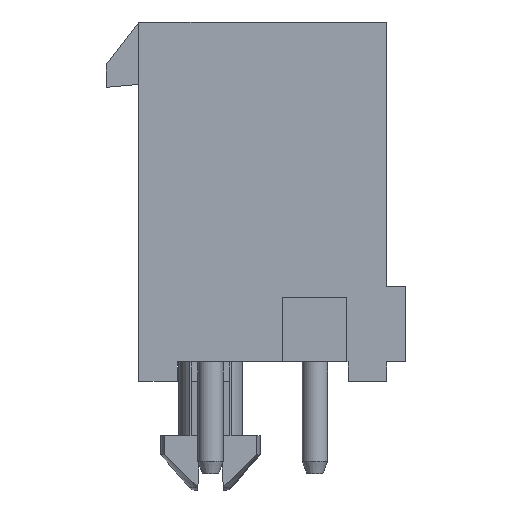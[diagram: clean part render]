
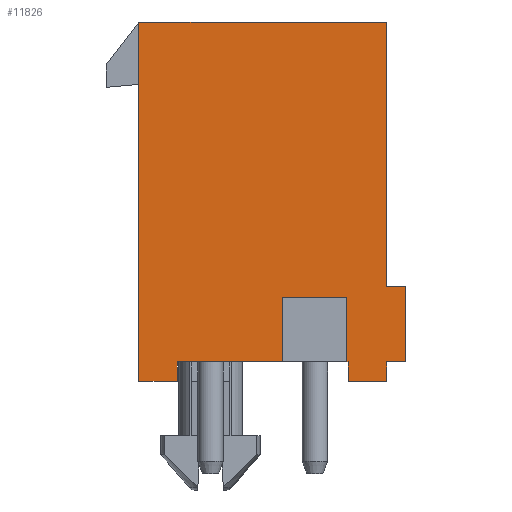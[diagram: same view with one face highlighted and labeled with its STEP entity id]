
A CAD part, left-side view. The second image highlights one B-rep face of the part: STEP entity #11826.
In plain terms, the highlighted planar face has unit normal (-1, 0, 0).
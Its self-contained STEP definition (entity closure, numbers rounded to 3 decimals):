
#209 = VERTEX_POINT ( 'NONE', #19948 ) ;
#733 = DIRECTION ( 'NONE',  ( 0., 0., -1. ) ) ;
#780 = CARTESIAN_POINT ( 'NONE',  ( -4.915, -5.182, 3.006 ) ) ;
#878 = CARTESIAN_POINT ( 'NONE',  ( -4.915, -5.182, -0.762 ) ) ;
#891 = DIRECTION ( 'NONE',  ( 0., 0., 1. ) ) ;
#1156 = VERTEX_POINT ( 'NONE', #16297 ) ;
#1489 = ORIENTED_EDGE ( 'NONE', *, *, #11558, .F. ) ;
#1639 = VERTEX_POINT ( 'NONE', #19267 ) ;
#1699 = LINE ( 'NONE', #14590, #4083 ) ;
#1851 = CARTESIAN_POINT ( 'NONE',  ( -4.915, -5.944, 0. ) ) ;
#2051 = ORIENTED_EDGE ( 'NONE', *, *, #14046, .F. ) ;
#2197 = VERTEX_POINT ( 'NONE', #878 ) ;
#2271 = CARTESIAN_POINT ( 'NONE',  ( -4.915, -1.067, 0. ) ) ;
#2861 = DIRECTION ( 'NONE',  ( 0., -1., 0. ) ) ;
#2947 = CARTESIAN_POINT ( 'NONE',  ( -4.915, -3.658, 0. ) ) ;
#3125 = CARTESIAN_POINT ( 'NONE',  ( -4.915, -5.182, -0.762 ) ) ;
#3180 = DIRECTION ( 'NONE',  ( 0., 1., 0. ) ) ;
#3282 = DIRECTION ( 'NONE',  ( 0., 0., -1. ) ) ;
#3369 = EDGE_CURVE ( 'NONE', #2197, #17592, #19533, .T. ) ;
#3574 = CARTESIAN_POINT ( 'NONE',  ( -4.915, 4.648, -0.762 ) ) ;
#3645 = VECTOR ( 'NONE', #891, 1000. ) ;
#3829 = DIRECTION ( 'NONE',  ( 0., 1., 0. ) ) ;
#3830 = PLANE ( 'NONE',  #9909 ) ;
#3967 = EDGE_CURVE ( 'NONE', #8336, #1156, #19340, .T. ) ;
#4083 = VECTOR ( 'NONE', #6959, 1000. ) ;
#4681 = CARTESIAN_POINT ( 'NONE',  ( -4.915, -5.944, 0. ) ) ;
#4802 = VECTOR ( 'NONE', #3829, 1000. ) ;
#5173 = CARTESIAN_POINT ( 'NONE',  ( -4.915, -5.182, 0. ) ) ;
#5351 = CARTESIAN_POINT ( 'NONE',  ( -4.915, -0.267, 13.487 ) ) ;
#5464 = LINE ( 'NONE', #3574, #10346 ) ;
#5663 = CARTESIAN_POINT ( 'NONE',  ( -4.915, 4.648, 13.487 ) ) ;
#5892 = CARTESIAN_POINT ( 'NONE',  ( -4.915, -5.182, -0.762 ) ) ;
#5918 = VERTEX_POINT ( 'NONE', #17983 ) ;
#6239 = CARTESIAN_POINT ( 'NONE',  ( -4.915, -1.067, 0. ) ) ;
#6336 = EDGE_CURVE ( 'NONE', #209, #12024, #10214, .T. ) ;
#6612 = VECTOR ( 'NONE', #13687, 1000. ) ;
#6628 = EDGE_CURVE ( 'NONE', #21880, #5918, #11837, .T. ) ;
#6715 = CARTESIAN_POINT ( 'NONE',  ( -4.915, 3.124, -0.762 ) ) ;
#6740 = EDGE_LOOP ( 'NONE', ( #19347, #7390, #7208, #19246, #17227, #9918, #13570, #12500, #15367, #23089, #1489, #15349, #16741, #23612, #20936, #2051 ) ) ;
#6854 = VECTOR ( 'NONE', #21364, 1000. ) ;
#6959 = DIRECTION ( 'NONE',  ( 0., 0., -1. ) ) ;
#6979 = LINE ( 'NONE', #1851, #16912 ) ;
#7208 = ORIENTED_EDGE ( 'NONE', *, *, #3369, .F. ) ;
#7223 = CARTESIAN_POINT ( 'NONE',  ( -4.915, -5.182, 0. ) ) ;
#7300 = DIRECTION ( 'NONE',  ( 1., 0., 0. ) ) ;
#7390 = ORIENTED_EDGE ( 'NONE', *, *, #21838, .T. ) ;
#7452 = EDGE_CURVE ( 'NONE', #8245, #21880, #6979, .T. ) ;
#7709 = LINE ( 'NONE', #22113, #23628 ) ;
#7730 = VERTEX_POINT ( 'NONE', #15630 ) ;
#7825 = EDGE_CURVE ( 'NONE', #8260, #23450, #19258, .T. ) ;
#8245 = VERTEX_POINT ( 'NONE', #4681 ) ;
#8260 = VERTEX_POINT ( 'NONE', #5663 ) ;
#8268 = CARTESIAN_POINT ( 'NONE',  ( -4.915, -5.182, 13.487 ) ) ;
#8336 = VERTEX_POINT ( 'NONE', #22663 ) ;
#8953 = CARTESIAN_POINT ( 'NONE',  ( -4.915, -5.944, 3.006 ) ) ;
#9165 = LINE ( 'NONE', #2271, #11473 ) ;
#9397 = DIRECTION ( 'NONE',  ( 0., 1., 0. ) ) ;
#9751 = VECTOR ( 'NONE', #3180, 1000. ) ;
#9825 = DIRECTION ( 'NONE',  ( 0., 0., 1. ) ) ;
#9909 = AXIS2_PLACEMENT_3D ( 'NONE', #5351, #7300, #20117 ) ;
#9918 = ORIENTED_EDGE ( 'NONE', *, *, #7452, .T. ) ;
#9989 = VERTEX_POINT ( 'NONE', #7223 ) ;
#10214 = LINE ( 'NONE', #12248, #6612 ) ;
#10346 = VECTOR ( 'NONE', #23726, 1000. ) ;
#10415 = DIRECTION ( 'NONE',  ( 0., 1., 0. ) ) ;
#10545 = EDGE_CURVE ( 'NONE', #9989, #8245, #21265, .T. ) ;
#10632 = EDGE_CURVE ( 'NONE', #12024, #21056, #23308, .T. ) ;
#11473 = VECTOR ( 'NONE', #9397, 1000. ) ;
#11558 = EDGE_CURVE ( 'NONE', #1639, #7730, #12328, .T. ) ;
#11826 = ADVANCED_FACE ( 'NONE', ( #19888 ), #3830, .F. ) ;
#11837 = LINE ( 'NONE', #12084, #20814 ) ;
#12024 = VERTEX_POINT ( 'NONE', #16189 ) ;
#12084 = CARTESIAN_POINT ( 'NONE',  ( -4.915, -5.944, 3.006 ) ) ;
#12167 = VECTOR ( 'NONE', #3282, 1000. ) ;
#12248 = CARTESIAN_POINT ( 'NONE',  ( -4.915, -3.607, 2.54 ) ) ;
#12328 = LINE ( 'NONE', #6715, #6854 ) ;
#12500 = ORIENTED_EDGE ( 'NONE', *, *, #17799, .T. ) ;
#12618 = EDGE_CURVE ( 'NONE', #7730, #8260, #5464, .T. ) ;
#12646 = EDGE_CURVE ( 'NONE', #21056, #20451, #9165, .T. ) ;
#13570 = ORIENTED_EDGE ( 'NONE', *, *, #6628, .T. ) ;
#13645 = LINE ( 'NONE', #5892, #15423 ) ;
#13687 = DIRECTION ( 'NONE',  ( 0., 1., 0. ) ) ;
#13717 = CARTESIAN_POINT ( 'NONE',  ( -4.915, 4.648, 13.487 ) ) ;
#14022 = DIRECTION ( 'NONE',  ( 0., -1., 0. ) ) ;
#14046 = EDGE_CURVE ( 'NONE', #1156, #209, #7709, .T. ) ;
#14590 = CARTESIAN_POINT ( 'NONE',  ( -4.915, -3.658, 0. ) ) ;
#15349 = ORIENTED_EDGE ( 'NONE', *, *, #23650, .F. ) ;
#15367 = ORIENTED_EDGE ( 'NONE', *, *, #7825, .F. ) ;
#15423 = VECTOR ( 'NONE', #9825, 1000. ) ;
#15630 = CARTESIAN_POINT ( 'NONE',  ( -4.915, 4.648, -0.762 ) ) ;
#15700 = CARTESIAN_POINT ( 'NONE',  ( -4.915, -1.067, 2.54 ) ) ;
#15755 = CARTESIAN_POINT ( 'NONE',  ( -4.915, 3.124, 0. ) ) ;
#16189 = CARTESIAN_POINT ( 'NONE',  ( -4.915, -1.067, 2.54 ) ) ;
#16297 = CARTESIAN_POINT ( 'NONE',  ( -4.915, -3.607, 0. ) ) ;
#16594 = EDGE_CURVE ( 'NONE', #2197, #9989, #13645, .T. ) ;
#16741 = ORIENTED_EDGE ( 'NONE', *, *, #12646, .F. ) ;
#16912 = VECTOR ( 'NONE', #18374, 1000. ) ;
#16968 = VECTOR ( 'NONE', #733, 1000. ) ;
#17025 = DIRECTION ( 'NONE',  ( 0., 0., 1. ) ) ;
#17227 = ORIENTED_EDGE ( 'NONE', *, *, #10545, .T. ) ;
#17487 = LINE ( 'NONE', #780, #3645 ) ;
#17592 = VERTEX_POINT ( 'NONE', #17886 ) ;
#17799 = EDGE_CURVE ( 'NONE', #5918, #23450, #17487, .T. ) ;
#17886 = CARTESIAN_POINT ( 'NONE',  ( -4.915, -3.658, -0.762 ) ) ;
#17983 = CARTESIAN_POINT ( 'NONE',  ( -4.915, -5.182, 3.006 ) ) ;
#18374 = DIRECTION ( 'NONE',  ( 0., 0., 1. ) ) ;
#19246 = ORIENTED_EDGE ( 'NONE', *, *, #16594, .T. ) ;
#19258 = LINE ( 'NONE', #13717, #20959 ) ;
#19267 = CARTESIAN_POINT ( 'NONE',  ( -4.915, 3.124, -0.762 ) ) ;
#19340 = LINE ( 'NONE', #2947, #9751 ) ;
#19347 = ORIENTED_EDGE ( 'NONE', *, *, #3967, .F. ) ;
#19533 = LINE ( 'NONE', #3125, #4802 ) ;
#19888 = FACE_OUTER_BOUND ( 'NONE', #6740, .T. ) ;
#19948 = CARTESIAN_POINT ( 'NONE',  ( -4.915, -3.607, 2.54 ) ) ;
#20117 = DIRECTION ( 'NONE',  ( 0., 1., 0. ) ) ;
#20451 = VERTEX_POINT ( 'NONE', #22651 ) ;
#20737 = LINE ( 'NONE', #15755, #16968 ) ;
#20814 = VECTOR ( 'NONE', #10415, 1000. ) ;
#20936 = ORIENTED_EDGE ( 'NONE', *, *, #6336, .F. ) ;
#20959 = VECTOR ( 'NONE', #2861, 1000. ) ;
#21056 = VERTEX_POINT ( 'NONE', #6239 ) ;
#21265 = LINE ( 'NONE', #5173, #23339 ) ;
#21364 = DIRECTION ( 'NONE',  ( 0., 1., 0. ) ) ;
#21838 = EDGE_CURVE ( 'NONE', #8336, #17592, #1699, .T. ) ;
#21880 = VERTEX_POINT ( 'NONE', #8953 ) ;
#22113 = CARTESIAN_POINT ( 'NONE',  ( -4.915, -3.607, 0. ) ) ;
#22651 = CARTESIAN_POINT ( 'NONE',  ( -4.915, 3.124, 0. ) ) ;
#22663 = CARTESIAN_POINT ( 'NONE',  ( -4.915, -3.658, 0. ) ) ;
#23089 = ORIENTED_EDGE ( 'NONE', *, *, #12618, .F. ) ;
#23308 = LINE ( 'NONE', #15700, #12167 ) ;
#23339 = VECTOR ( 'NONE', #14022, 1000. ) ;
#23450 = VERTEX_POINT ( 'NONE', #8268 ) ;
#23612 = ORIENTED_EDGE ( 'NONE', *, *, #10632, .F. ) ;
#23628 = VECTOR ( 'NONE', #17025, 1000. ) ;
#23650 = EDGE_CURVE ( 'NONE', #20451, #1639, #20737, .T. ) ;
#23726 = DIRECTION ( 'NONE',  ( 0., 0., 1. ) ) ;
